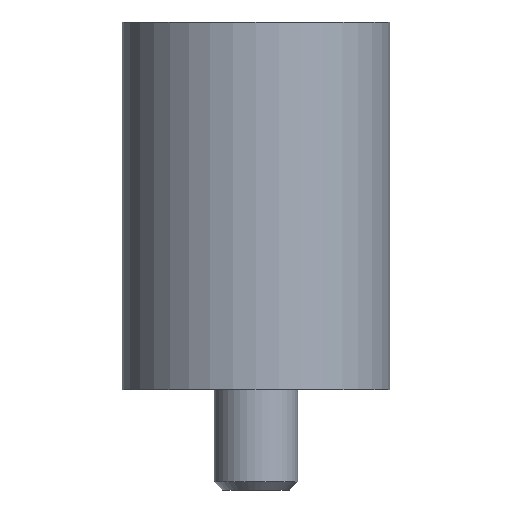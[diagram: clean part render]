
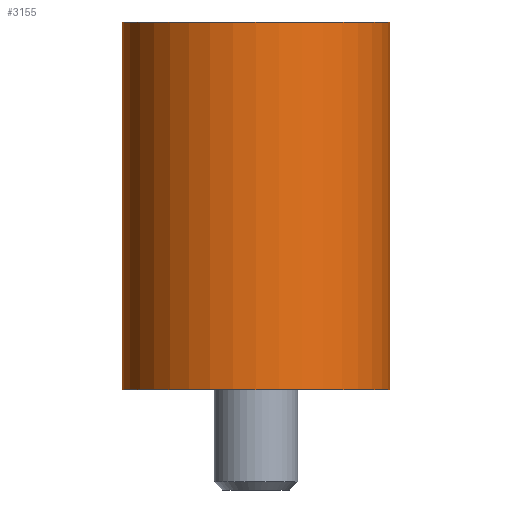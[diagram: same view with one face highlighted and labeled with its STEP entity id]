
A CAD part, front view. The second image highlights one B-rep face of the part: STEP entity #3155.
In plain terms, the highlighted cylindrical face has radius 4 mm (diameter 8 mm), a full revolution.
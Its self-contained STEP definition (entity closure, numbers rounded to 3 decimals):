
#37=CYLINDRICAL_SURFACE('',#3292,4.);
#40=CIRCLE('',#3284,4.);
#45=CIRCLE('',#3293,4.);
#288=FACE_OUTER_BOUND('',#470,.T.);
#470=EDGE_LOOP('',(#2802,#2803,#2804,#2805));
#716=LINE('',#5905,#966);
#966=VECTOR('',#3676,4.);
#1465=VERTEX_POINT('',#5888);
#1470=VERTEX_POINT('',#5904);
#1914=EDGE_CURVE('',#1465,#1465,#40,.T.);
#1921=EDGE_CURVE('',#1465,#1470,#716,.T.);
#1922=EDGE_CURVE('',#1470,#1470,#45,.T.);
#2802=ORIENTED_EDGE('',*,*,#1914,.T.);
#2803=ORIENTED_EDGE('',*,*,#1921,.T.);
#2804=ORIENTED_EDGE('',*,*,#1922,.F.);
#2805=ORIENTED_EDGE('',*,*,#1921,.F.);
#3155=ADVANCED_FACE('',(#288),#37,.T.);
#3284=AXIS2_PLACEMENT_3D('',#5889,#3656,#3657);
#3292=AXIS2_PLACEMENT_3D('',#5903,#3674,#3675);
#3293=AXIS2_PLACEMENT_3D('',#5906,#3677,#3678);
#3656=DIRECTION('center_axis',(0.,0.,-1.));
#3657=DIRECTION('ref_axis',(-1.,0.,0.));
#3674=DIRECTION('center_axis',(0.,0.,1.));
#3675=DIRECTION('ref_axis',(-1.,0.,0.));
#3676=DIRECTION('',(0.,0.,-1.));
#3677=DIRECTION('center_axis',(0.,0.,-1.));
#3678=DIRECTION('ref_axis',(-1.,0.,0.));
#5888=CARTESIAN_POINT('',(4.,0.,11.));
#5889=CARTESIAN_POINT('Origin',(0.,0.,11.));
#5903=CARTESIAN_POINT('Origin',(0.,0.,0.));
#5904=CARTESIAN_POINT('',(4.,0.,0.));
#5905=CARTESIAN_POINT('',(4.,0.,0.));
#5906=CARTESIAN_POINT('Origin',(0.,0.,0.));
